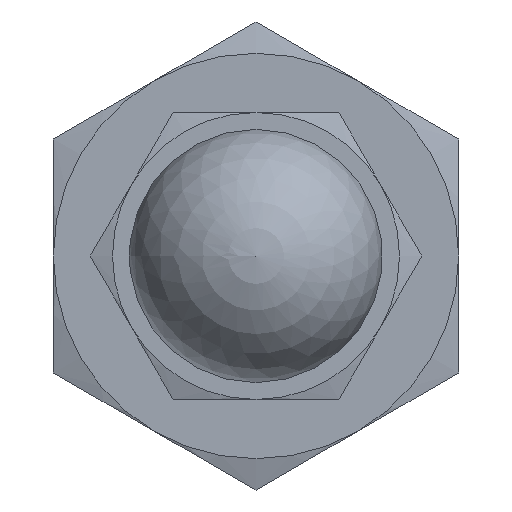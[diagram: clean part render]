
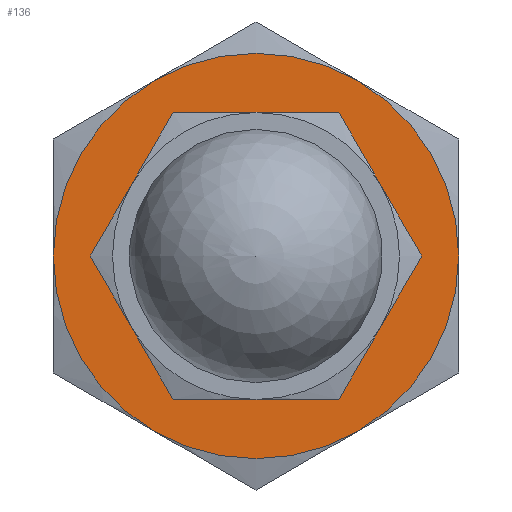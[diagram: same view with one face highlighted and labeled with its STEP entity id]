
A CAD part, left-side view. The second image highlights one B-rep face of the part: STEP entity #136.
In plain terms, the highlighted planar face has unit normal (-1, 0, 0).
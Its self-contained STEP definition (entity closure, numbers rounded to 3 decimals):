
#136 = ADVANCED_FACE( '', ( #292, #293 ), #294, .F. );
#292 = FACE_OUTER_BOUND( '', #462, .T. );
#293 = FACE_BOUND( '', #463, .T. );
#294 = PLANE( '', #464 );
#462 = EDGE_LOOP( '', ( #763, #764, #765, #766, #767, #768 ) );
#463 = EDGE_LOOP( '', ( #769 ) );
#464 = AXIS2_PLACEMENT_3D( '', #770, #771, #772 );
#763 = ORIENTED_EDGE( '', *, *, #931, .F. );
#764 = ORIENTED_EDGE( '', *, *, #1022, .F. );
#765 = ORIENTED_EDGE( '', *, *, #1029, .F. );
#766 = ORIENTED_EDGE( '', *, *, #1020, .F. );
#767 = ORIENTED_EDGE( '', *, *, #1030, .F. );
#768 = ORIENTED_EDGE( '', *, *, #998, .F. );
#769 = ORIENTED_EDGE( '', *, *, #972, .T. );
#770 = CARTESIAN_POINT( '', ( 58.5, 0., 0. ) );
#771 = DIRECTION( '', ( 1., 0., 0. ) );
#772 = DIRECTION( '', ( 0., 0., -1. ) );
#931 = EDGE_CURVE( '', #1063, #1087, #1089, .T. );
#972 = EDGE_CURVE( '', #1153, #1153, #1154, .T. );
#998 = EDGE_CURVE( '', #1087, #1129, #1192, .T. );
#1020 = EDGE_CURVE( '', #1219, #1157, #1221, .T. );
#1022 = EDGE_CURVE( '', #1187, #1063, #1223, .T. );
#1029 = EDGE_CURVE( '', #1157, #1187, #1231, .T. );
#1030 = EDGE_CURVE( '', #1129, #1219, #1232, .T. );
#1063 = VERTEX_POINT( '', #1267 );
#1087 = VERTEX_POINT( '', #1319 );
#1089 = CIRCLE( '', #1326, 12. );
#1129 = VERTEX_POINT( '', #1404 );
#1153 = VERTEX_POINT( '', #1470 );
#1154 = CIRCLE( '', #1471, 8. );
#1157 = VERTEX_POINT( '', #1474 );
#1187 = VERTEX_POINT( '', #1538 );
#1192 = CIRCLE( '', #1558, 12. );
#1219 = VERTEX_POINT( '', #1604 );
#1221 = CIRCLE( '', #1611, 12. );
#1223 = CIRCLE( '', #1613, 12. );
#1231 = CIRCLE( '', #1624, 12. );
#1232 = CIRCLE( '', #1625, 12. );
#1267 = CARTESIAN_POINT( '', ( 58.5, 12., 0. ) );
#1319 = CARTESIAN_POINT( '', ( 58.5, 6., 10.392 ) );
#1326 = AXIS2_PLACEMENT_3D( '', #1692, #1693, #1694 );
#1404 = CARTESIAN_POINT( '', ( 58.5, -6., 10.392 ) );
#1470 = CARTESIAN_POINT( '', ( 58.5, 0., -8. ) );
#1471 = AXIS2_PLACEMENT_3D( '', #1720, #1721, #1722 );
#1474 = CARTESIAN_POINT( '', ( 58.5, -6., -10.392 ) );
#1538 = CARTESIAN_POINT( '', ( 58.5, 6., -10.392 ) );
#1558 = AXIS2_PLACEMENT_3D( '', #1740, #1741, #1742 );
#1604 = CARTESIAN_POINT( '', ( 58.5, -12., 0. ) );
#1611 = AXIS2_PLACEMENT_3D( '', #1764, #1765, #1766 );
#1613 = AXIS2_PLACEMENT_3D( '', #1767, #1768, #1769 );
#1624 = AXIS2_PLACEMENT_3D( '', #1776, #1777, #1778 );
#1625 = AXIS2_PLACEMENT_3D( '', #1779, #1780, #1781 );
#1692 = CARTESIAN_POINT( '', ( 58.5, 0., 0. ) );
#1693 = DIRECTION( '', ( 1., 0., 0. ) );
#1694 = DIRECTION( '', ( 0., 0., -1. ) );
#1720 = CARTESIAN_POINT( '', ( 58.5, 0., 0. ) );
#1721 = DIRECTION( '', ( 1., 0., 0. ) );
#1722 = DIRECTION( '', ( 0., 0., -1. ) );
#1740 = CARTESIAN_POINT( '', ( 58.5, 0., 0. ) );
#1741 = DIRECTION( '', ( 1., 0., 0. ) );
#1742 = DIRECTION( '', ( 0., 0., -1. ) );
#1764 = CARTESIAN_POINT( '', ( 58.5, 0., 0. ) );
#1765 = DIRECTION( '', ( 1., 0., 0. ) );
#1766 = DIRECTION( '', ( 0., 0., -1. ) );
#1767 = CARTESIAN_POINT( '', ( 58.5, 0., 0. ) );
#1768 = DIRECTION( '', ( 1., 0., 0. ) );
#1769 = DIRECTION( '', ( 0., 0., -1. ) );
#1776 = CARTESIAN_POINT( '', ( 58.5, 0., 0. ) );
#1777 = DIRECTION( '', ( 1., 0., 0. ) );
#1778 = DIRECTION( '', ( 0., 0., -1. ) );
#1779 = CARTESIAN_POINT( '', ( 58.5, 0., 0. ) );
#1780 = DIRECTION( '', ( 1., 0., 0. ) );
#1781 = DIRECTION( '', ( 0., 0., -1. ) );
